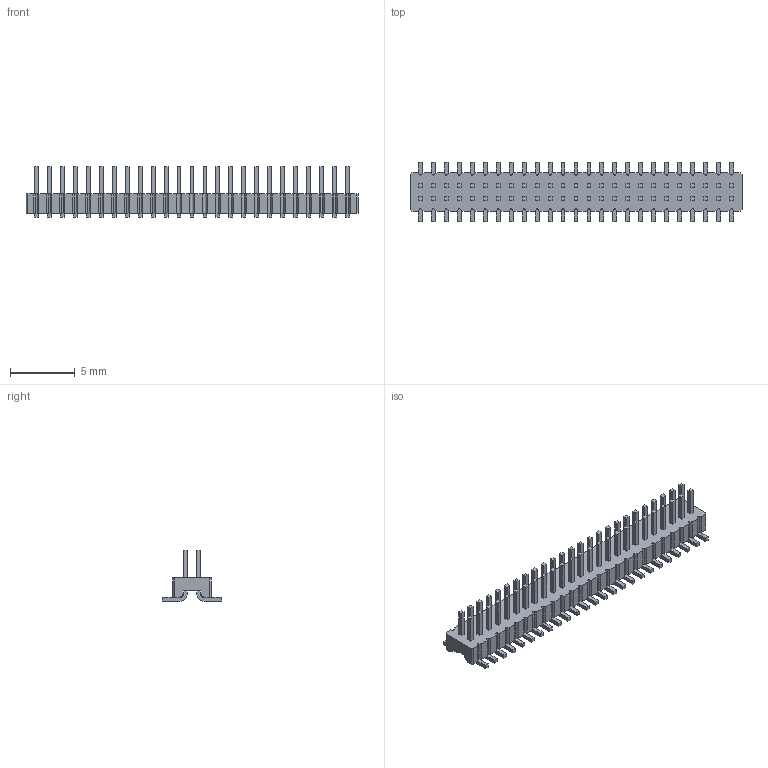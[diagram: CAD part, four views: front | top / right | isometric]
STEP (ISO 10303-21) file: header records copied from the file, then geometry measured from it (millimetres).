
FILE_DESCRIPTION((''),'2;1');
FILE_NAME('C-2-2331928-5','2022-07-07T06:55:23',('workeradm'),('TE Connectivity Ltd.'),'CREO PARAMETRIC BY PTC INC, 2021072','CREO PARAMETRIC BY PTC INC, 2021072','');
FILE_SCHEMA(('AUTOMOTIVE_DESIGN { 1 0 10303 214 1 1 1 1 }'));
Length unit declared in the file: millimetre
Products named in the file (1): C-2-2331928-5
Bounding box: 25.6 x 4.55 x 3.9 mm (x, y, z)
Volume: 112.1 mm3; surface area: 514.6 mm2
Topology: 1 solids, 1 shells, 1016 faces, 2842 edges, 1828 vertices
Faces by surface type: plane 864, cylinder 152
Entity records: 32366 total; most frequent: CARTESIAN_POINT 5688, ORIENTED_EDGE 5684, DIRECTION 5178, EDGE_CURVE 2842, VECTOR 2538, LINE 2538, VERTEX_POINT 1828, AXIS2_PLACEMENT_3D 1320
